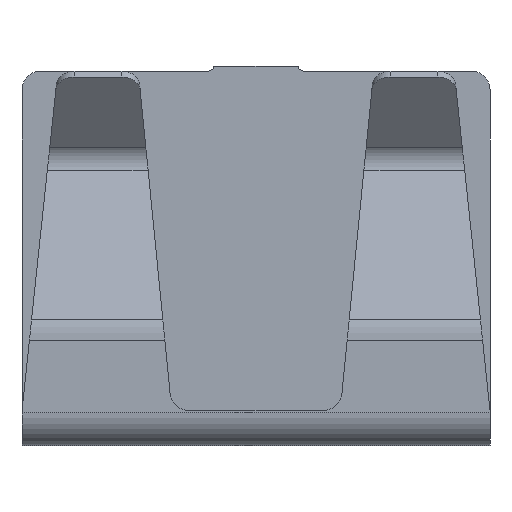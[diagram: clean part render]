
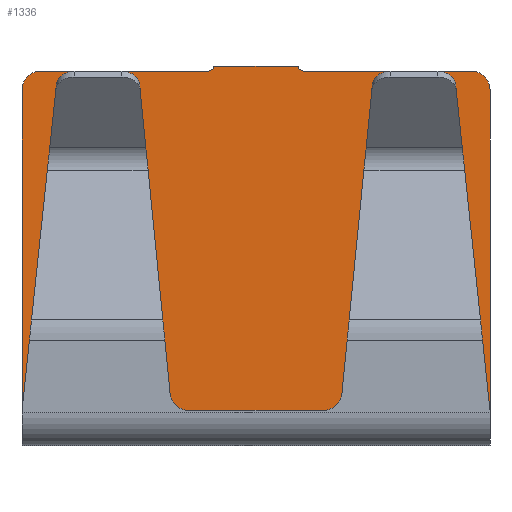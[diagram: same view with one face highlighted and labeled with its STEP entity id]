
A CAD part, front view. The second image highlights one B-rep face of the part: STEP entity #1336.
In plain terms, the highlighted planar face has unit normal (0, -1, 0).
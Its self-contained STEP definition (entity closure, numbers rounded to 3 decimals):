
#16=DIRECTION('',(0.,0.,-1.));
#17=VECTOR('',#16,6.9);
#18=CARTESIAN_POINT('',(-5.,0.,7.6));
#19=LINE('',#18,#17);
#127=DIRECTION('',(1.,0.,0.));
#128=VECTOR('',#127,1.8);
#129=CARTESIAN_POINT('',(-0.9,0.,8.1));
#130=LINE('',#129,#128);
#148=CARTESIAN_POINT('',(1.026,0.,8.13));
#149=DIRECTION('',(0.,1.,0.));
#150=DIRECTION('',(0.,0.,-1.));
#151=AXIS2_PLACEMENT_3D('',#148,#149,#150);
#164=DIRECTION('',(1.,0.,0.));
#165=VECTOR('',#164,3.574);
#166=CARTESIAN_POINT('',(-4.6,0.,8.));
#167=LINE('',#166,#165);
#171=DIRECTION('',(1.,0.,0.));
#172=VECTOR('',#171,3.574);
#173=CARTESIAN_POINT('',(1.026,0.,8.));
#174=LINE('',#173,#172);
#178=CARTESIAN_POINT('',(4.6,0.,7.6));
#179=DIRECTION('',(0.,-1.,0.));
#180=DIRECTION('',(1.,0.,0.));
#181=AXIS2_PLACEMENT_3D('',#178,#179,#180);
#186=CARTESIAN_POINT('',(-4.6,0.,7.6));
#187=DIRECTION('',(0.,-1.,0.));
#188=DIRECTION('',(0.,0.,1.));
#189=AXIS2_PLACEMENT_3D('',#186,#187,#188);
#244=CARTESIAN_POINT('',(-1.026,0.,8.13));
#245=DIRECTION('',(0.,1.,0.));
#246=DIRECTION('',(0.973,0.,-0.231));
#247=AXIS2_PLACEMENT_3D('',#244,#245,#246);
#333=DIRECTION('',(0.,0.,-1.));
#334=VECTOR('',#333,6.9);
#335=CARTESIAN_POINT('',(5.,0.,7.6));
#336=LINE('',#335,#334);
#1044=DIRECTION('',(1.,0.,0.));
#1045=VECTOR('',#1044,10.);
#1046=CARTESIAN_POINT('',(-5.,0.,0.7));
#1047=LINE('',#1046,#1045);
#1051=CARTESIAN_POINT('',(-5.,0.,0.7));
#1053=VERTEX_POINT('',#1051);
#1067=CARTESIAN_POINT('',(5.,0.,0.7));
#1069=VERTEX_POINT('',#1067);
#1183=CARTESIAN_POINT('',(-4.6,0.,8.));
#1184=VERTEX_POINT('',#1183);
#1185=CARTESIAN_POINT('',(-5.,0.,7.6));
#1186=VERTEX_POINT('',#1185);
#1187=CARTESIAN_POINT('',(5.,0.,7.6));
#1188=CARTESIAN_POINT('',(4.6,0.,8.));
#1189=VERTEX_POINT('',#1187);
#1190=VERTEX_POINT('',#1188);
#1199=CARTESIAN_POINT('',(-1.026,0.,8.));
#1200=VERTEX_POINT('',#1199);
#1201=CARTESIAN_POINT('',(1.026,0.,8.));
#1202=VERTEX_POINT('',#1201);
#1203=CARTESIAN_POINT('',(0.9,0.,8.1));
#1204=VERTEX_POINT('',#1203);
#1209=CARTESIAN_POINT('',(-0.9,0.,8.1));
#1210=VERTEX_POINT('',#1209);
#1313=CARTESIAN_POINT('',(-5.,0.,8.));
#1314=DIRECTION('',(0.,-1.,0.));
#1315=DIRECTION('',(0.,0.,-1.));
#1316=AXIS2_PLACEMENT_3D('',#1313,#1314,#1315);
#1317=PLANE('',#1316);
#1319=ORIENTED_EDGE('',*,*,#1318,.T.);
#1321=ORIENTED_EDGE('',*,*,#1320,.F.);
#1322=ORIENTED_EDGE('',*,*,#1291,.T.);
#1323=ORIENTED_EDGE('',*,*,#1304,.F.);
#1325=ORIENTED_EDGE('',*,*,#1324,.T.);
#1327=ORIENTED_EDGE('',*,*,#1326,.F.);
#1329=ORIENTED_EDGE('',*,*,#1328,.T.);
#1331=ORIENTED_EDGE('',*,*,#1330,.F.);
#1332=ORIENTED_EDGE('',*,*,#1218,.F.);
#1333=ORIENTED_EDGE('',*,*,#1252,.F.);
#1334=EDGE_LOOP('',(#1319,#1321,#1322,#1323,#1325,#1327,#1329,#1331,#1332,
#1333));
#1335=FACE_OUTER_BOUND('',#1334,.F.);
#152=CIRCLE('',#151,0.13);
#182=CIRCLE('',#181,0.4);
#190=CIRCLE('',#189,0.4);
#248=CIRCLE('',#247,0.13);
#1218=EDGE_CURVE('',#1186,#1053,#19,.T.);
#1252=EDGE_CURVE('',#1184,#1186,#190,.T.);
#1291=EDGE_CURVE('',#1210,#1204,#130,.T.);
#1304=EDGE_CURVE('',#1202,#1204,#152,.T.);
#1318=EDGE_CURVE('',#1184,#1200,#167,.T.);
#1320=EDGE_CURVE('',#1210,#1200,#248,.T.);
#1324=EDGE_CURVE('',#1202,#1190,#174,.T.);
#1326=EDGE_CURVE('',#1189,#1190,#182,.T.);
#1328=EDGE_CURVE('',#1189,#1069,#336,.T.);
#1330=EDGE_CURVE('',#1053,#1069,#1047,.T.);
#1336=ADVANCED_FACE('',(#1335),#1317,.T.);
